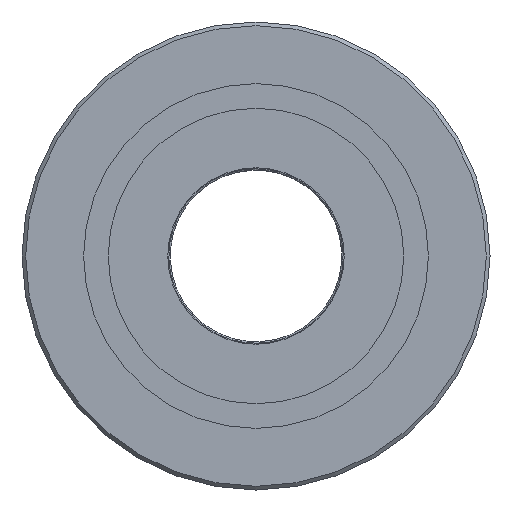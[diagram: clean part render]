
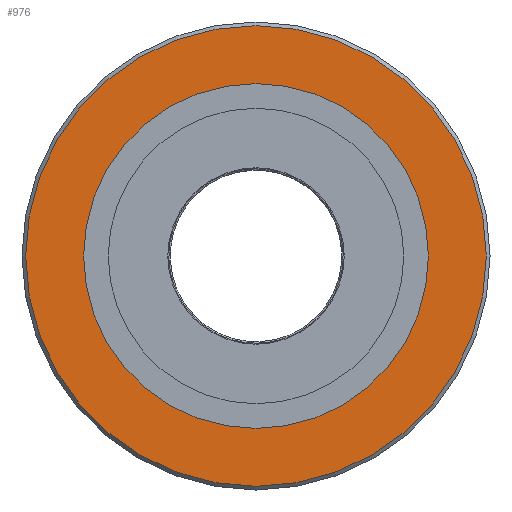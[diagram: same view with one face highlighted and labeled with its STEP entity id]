
A CAD part, left-side view. The second image highlights one B-rep face of the part: STEP entity #976.
In plain terms, the highlighted planar face has unit normal (-1, 0, 0).
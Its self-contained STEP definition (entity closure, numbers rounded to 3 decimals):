
#18 = EDGE_CURVE ( 'NONE', #357, #357, #600, .T. ) ;
#67 = DIRECTION ( 'NONE',  ( 0., 0., 1. ) ) ;
#79 = DIRECTION ( 'NONE',  ( 0., 0., -1. ) ) ;
#159 = CIRCLE ( 'NONE', #192, 35. ) ;
#192 = AXIS2_PLACEMENT_3D ( 'NONE', #394, #713, #882 ) ;
#217 = PLANE ( 'NONE',  #997 ) ;
#261 = EDGE_LOOP ( 'NONE', ( #701 ) ) ;
#318 = FACE_OUTER_BOUND ( 'NONE', #261, .T. ) ;
#325 = DIRECTION ( 'NONE',  ( -1., 0., 0. ) ) ;
#341 = CARTESIAN_POINT ( 'NONE',  ( 0., 0., 35. ) ) ;
#357 = VERTEX_POINT ( 'NONE', #551 ) ;
#385 = DIRECTION ( 'NONE',  ( -1., 0., 0. ) ) ;
#394 = CARTESIAN_POINT ( 'NONE',  ( 0., 0., 0. ) ) ;
#466 = AXIS2_PLACEMENT_3D ( 'NONE', #559, #325, #79 ) ;
#508 = FACE_BOUND ( 'NONE', #999, .T. ) ;
#551 = CARTESIAN_POINT ( 'NONE',  ( 0., 0., -46.75 ) ) ;
#559 = CARTESIAN_POINT ( 'NONE',  ( 0., 0., 0. ) ) ;
#596 = VERTEX_POINT ( 'NONE', #341 ) ;
#600 = CIRCLE ( 'NONE', #466, 46.75 ) ;
#622 = CARTESIAN_POINT ( 'NONE',  ( 0., -35., 0. ) ) ;
#701 = ORIENTED_EDGE ( 'NONE', *, *, #18, .T. ) ;
#713 = DIRECTION ( 'NONE',  ( 1., 0., 0. ) ) ;
#769 = ORIENTED_EDGE ( 'NONE', *, *, #850, .T. ) ;
#850 = EDGE_CURVE ( 'NONE', #596, #596, #159, .T. ) ;
#882 = DIRECTION ( 'NONE',  ( 0., 0., 1. ) ) ;
#976 = ADVANCED_FACE ( 'NONE', ( #508, #318 ), #217, .T. ) ;
#997 = AXIS2_PLACEMENT_3D ( 'NONE', #622, #385, #67 ) ;
#999 = EDGE_LOOP ( 'NONE', ( #769 ) ) ;
